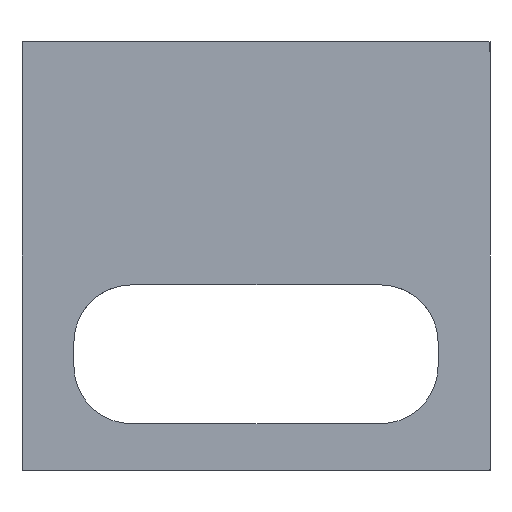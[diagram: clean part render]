
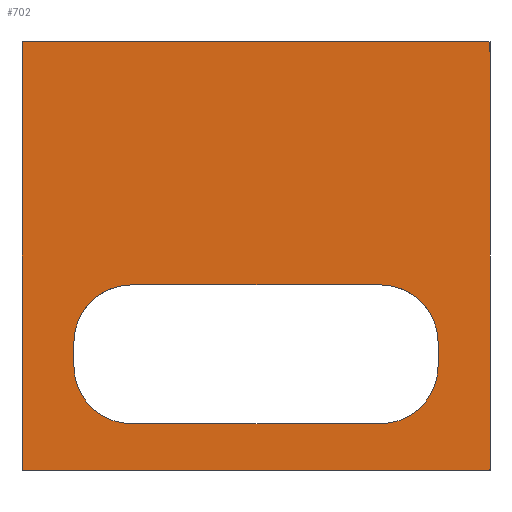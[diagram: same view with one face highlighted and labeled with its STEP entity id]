
A CAD part, left-side view. The second image highlights one B-rep face of the part: STEP entity #702.
In plain terms, the highlighted planar face has unit normal (-1, 0, 0).
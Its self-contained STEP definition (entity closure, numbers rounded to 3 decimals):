
#15=FACE_BOUND('',#115,.T.);
#40=PLANE('',#767);
#77=FACE_OUTER_BOUND('',#114,.T.);
#114=EDGE_LOOP('',(#642,#643,#644,#645));
#115=EDGE_LOOP('',(#646,#647,#648,#649,#650,#651,#652,#653));
#172=LINE('',#1131,#246);
#175=LINE('',#1139,#249);
#178=LINE('',#1147,#252);
#181=LINE('',#1154,#255);
#182=LINE('',#1158,#256);
#185=LINE('',#1163,#259);
#187=LINE('',#1167,#261);
#189=LINE('',#1170,#263);
#246=VECTOR('',#924,10.);
#249=VECTOR('',#933,10.);
#252=VECTOR('',#942,10.);
#255=VECTOR('',#951,10.);
#256=VECTOR('',#954,10.);
#259=VECTOR('',#959,10.);
#261=VECTOR('',#963,10.);
#263=VECTOR('',#967,10.);
#286=CIRCLE('',#752,1.48);
#287=CIRCLE('',#755,1.48);
#288=CIRCLE('',#758,1.48);
#289=CIRCLE('',#761,1.48);
#342=VERTEX_POINT('',#1124);
#343=VERTEX_POINT('',#1125);
#344=VERTEX_POINT('',#1130);
#345=VERTEX_POINT('',#1134);
#346=VERTEX_POINT('',#1138);
#347=VERTEX_POINT('',#1142);
#348=VERTEX_POINT('',#1146);
#349=VERTEX_POINT('',#1150);
#350=VERTEX_POINT('',#1156);
#351=VERTEX_POINT('',#1157);
#352=VERTEX_POINT('',#1162);
#353=VERTEX_POINT('',#1166);
#430=EDGE_CURVE('',#342,#343,#286,.T.);
#433=EDGE_CURVE('',#343,#344,#172,.T.);
#435=EDGE_CURVE('',#344,#345,#287,.T.);
#437=EDGE_CURVE('',#345,#346,#175,.T.);
#439=EDGE_CURVE('',#346,#347,#288,.T.);
#441=EDGE_CURVE('',#348,#347,#178,.T.);
#443=EDGE_CURVE('',#348,#349,#289,.T.);
#445=EDGE_CURVE('',#342,#349,#181,.T.);
#446=EDGE_CURVE('',#350,#351,#182,.T.);
#449=EDGE_CURVE('',#351,#352,#185,.T.);
#451=EDGE_CURVE('',#352,#353,#187,.T.);
#453=EDGE_CURVE('',#353,#350,#189,.T.);
#642=ORIENTED_EDGE('',*,*,#453,.T.);
#643=ORIENTED_EDGE('',*,*,#446,.T.);
#644=ORIENTED_EDGE('',*,*,#449,.T.);
#645=ORIENTED_EDGE('',*,*,#451,.T.);
#646=ORIENTED_EDGE('',*,*,#445,.F.);
#647=ORIENTED_EDGE('',*,*,#430,.T.);
#648=ORIENTED_EDGE('',*,*,#433,.T.);
#649=ORIENTED_EDGE('',*,*,#435,.T.);
#650=ORIENTED_EDGE('',*,*,#437,.T.);
#651=ORIENTED_EDGE('',*,*,#439,.T.);
#652=ORIENTED_EDGE('',*,*,#441,.F.);
#653=ORIENTED_EDGE('',*,*,#443,.T.);
#702=ADVANCED_FACE('',(#77,#15),#40,.F.);
#752=AXIS2_PLACEMENT_3D('',#1126,#918,#919);
#755=AXIS2_PLACEMENT_3D('',#1135,#928,#929);
#758=AXIS2_PLACEMENT_3D('',#1143,#937,#938);
#761=AXIS2_PLACEMENT_3D('',#1151,#946,#947);
#767=AXIS2_PLACEMENT_3D('',#1171,#968,#969);
#918=DIRECTION('center_axis',(1.,0.,0.));
#919=DIRECTION('ref_axis',(0.,1.,0.));
#924=DIRECTION('',(0.,-1.,0.));
#928=DIRECTION('center_axis',(1.,0.,0.));
#929=DIRECTION('ref_axis',(0.,0.,1.));
#933=DIRECTION('',(0.,0.,-1.));
#937=DIRECTION('center_axis',(1.,0.,0.));
#938=DIRECTION('ref_axis',(0.,-1.,0.));
#942=DIRECTION('',(0.,-1.,0.));
#946=DIRECTION('center_axis',(1.,0.,0.));
#947=DIRECTION('ref_axis',(0.,0.,-1.));
#951=DIRECTION('',(0.,0.,-1.));
#954=DIRECTION('',(0.,0.,-1.));
#959=DIRECTION('',(0.,-1.,0.));
#963=DIRECTION('',(0.,0.,1.));
#967=DIRECTION('',(0.,1.,0.));
#968=DIRECTION('center_axis',(1.,0.,0.));
#969=DIRECTION('ref_axis',(0.,1.,0.));
#1124=CARTESIAN_POINT('',(110.025,-71.33,3.28));
#1125=CARTESIAN_POINT('',(110.025,-72.81,4.76));
#1126=CARTESIAN_POINT('Origin',(110.025,-72.81,3.28));
#1130=CARTESIAN_POINT('',(110.025,-79.19,4.76));
#1131=CARTESIAN_POINT('',(110.025,-76.,4.76));
#1134=CARTESIAN_POINT('',(110.025,-80.67,3.28));
#1135=CARTESIAN_POINT('Origin',(110.025,-79.19,3.28));
#1138=CARTESIAN_POINT('',(110.025,-80.67,2.68));
#1139=CARTESIAN_POINT('',(110.025,-80.67,3.28));
#1142=CARTESIAN_POINT('',(110.025,-79.19,1.2));
#1143=CARTESIAN_POINT('Origin',(110.025,-79.19,2.68));
#1146=CARTESIAN_POINT('',(110.025,-72.81,1.2));
#1147=CARTESIAN_POINT('',(110.025,-72.81,1.2));
#1150=CARTESIAN_POINT('',(110.025,-71.33,2.68));
#1151=CARTESIAN_POINT('Origin',(110.025,-72.81,2.68));
#1154=CARTESIAN_POINT('',(110.025,-71.33,3.28));
#1156=CARTESIAN_POINT('',(110.025,-70.,11.));
#1157=CARTESIAN_POINT('',(110.025,-70.,0.));
#1158=CARTESIAN_POINT('',(110.025,-70.,11.));
#1162=CARTESIAN_POINT('',(110.025,-82.,0.));
#1163=CARTESIAN_POINT('',(110.025,-70.,0.));
#1166=CARTESIAN_POINT('',(110.025,-82.,11.));
#1167=CARTESIAN_POINT('',(110.025,-82.,0.));
#1170=CARTESIAN_POINT('',(110.025,-82.,11.));
#1171=CARTESIAN_POINT('Origin',(110.025,-76.,5.5));
